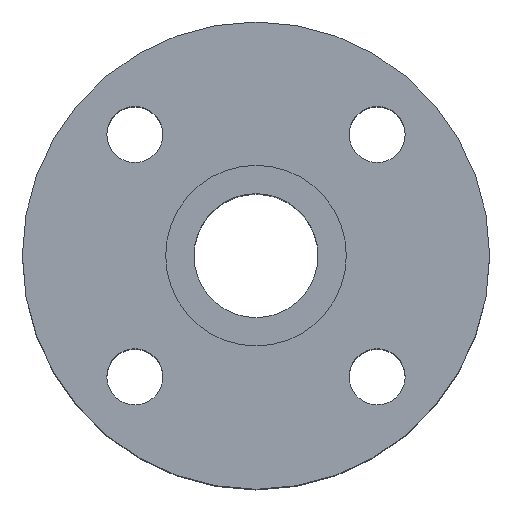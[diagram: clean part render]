
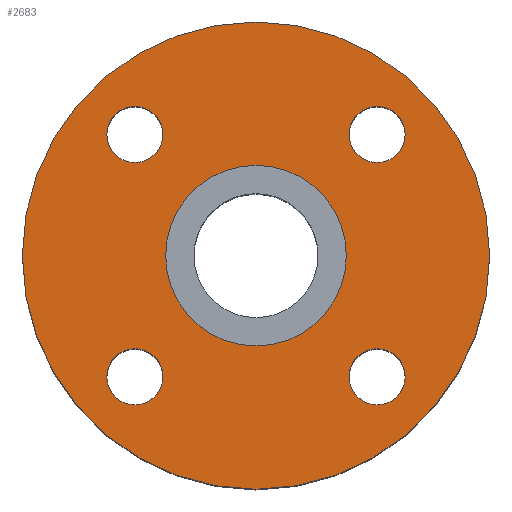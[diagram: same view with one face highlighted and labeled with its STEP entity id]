
A CAD part, top view. The second image highlights one B-rep face of the part: STEP entity #2683.
In plain terms, the highlighted planar face has unit normal (0, 0, 1).
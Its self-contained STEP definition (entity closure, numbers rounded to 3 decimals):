
#100 = EDGE_LOOP ( 'NONE', ( #20264, #17976 ) ) ;
#180 = EDGE_LOOP ( 'NONE', ( #11452, #28240 ) ) ;
#424 = CARTESIAN_POINT ( 'NONE',  ( 0., 0., -1.2 ) ) ;
#577 = CARTESIAN_POINT ( 'NONE',  ( 75., 0., -1.2 ) ) ;
#652 = DIRECTION ( 'NONE',  ( 1., 0., 0. ) ) ;
#662 = CARTESIAN_POINT ( 'NONE',  ( 0., 0., -1.2 ) ) ;
#1089 = DIRECTION ( 'NONE',  ( 1., 0., 0. ) ) ;
#1298 = DIRECTION ( 'NONE',  ( 1., 0., 0. ) ) ;
#1400 = VERTEX_POINT ( 'NONE', #5425 ) ;
#1536 = VERTEX_POINT ( 'NONE', #19687 ) ;
#1549 = VERTEX_POINT ( 'NONE', #26508 ) ;
#1840 = VERTEX_POINT ( 'NONE', #17098 ) ;
#2108 = EDGE_CURVE ( 'NONE', #1840, #24951, #16546, .T. ) ;
#2128 = CIRCLE ( 'NONE', #21097, 29. ) ;
#2683 = ADVANCED_FACE ( 'NONE', ( #15319, #26592, #6243, #15034, #28378, #3877 ), #8035, .F. ) ;
#3456 = DIRECTION ( 'NONE',  ( 0., 0., 1. ) ) ;
#3595 = VERTEX_POINT ( 'NONE', #8915 ) ;
#3877 = FACE_OUTER_BOUND ( 'NONE', #100, .T. ) ;
#3917 = AXIS2_PLACEMENT_3D ( 'NONE', #662, #3456, #1089 ) ;
#3936 = AXIS2_PLACEMENT_3D ( 'NONE', #4424, #18405, #27442 ) ;
#4424 = CARTESIAN_POINT ( 'NONE',  ( -38.891, 38.891, -1.2 ) ) ;
#4554 = CARTESIAN_POINT ( 'NONE',  ( 29., 0., -1.2 ) ) ;
#4605 = AXIS2_PLACEMENT_3D ( 'NONE', #12694, #14934, #17169 ) ;
#4665 = AXIS2_PLACEMENT_3D ( 'NONE', #20177, #17384, #13205 ) ;
#4921 = ORIENTED_EDGE ( 'NONE', *, *, #19714, .F. ) ;
#4976 = DIRECTION ( 'NONE',  ( 0., 0., 1. ) ) ;
#5175 = ORIENTED_EDGE ( 'NONE', *, *, #6018, .F. ) ;
#5269 = DIRECTION ( 'NONE',  ( 1., 0., 0. ) ) ;
#5368 = CARTESIAN_POINT ( 'NONE',  ( -29.891, -38.891, -1.2 ) ) ;
#5425 = CARTESIAN_POINT ( 'NONE',  ( -29., 0., -1.2 ) ) ;
#5530 = CIRCLE ( 'NONE', #29258, 9. ) ;
#5613 = DIRECTION ( 'NONE',  ( 0., 0., 1. ) ) ;
#6018 = EDGE_CURVE ( 'NONE', #1549, #3595, #14569, .T. ) ;
#6243 = FACE_BOUND ( 'NONE', #10008, .T. ) ;
#6296 = EDGE_CURVE ( 'NONE', #23218, #27663, #5530, .T. ) ;
#7089 = CARTESIAN_POINT ( 'NONE',  ( -38.891, -38.891, -1.2 ) ) ;
#7321 = AXIS2_PLACEMENT_3D ( 'NONE', #13048, #28632, #10806 ) ;
#7854 = AXIS2_PLACEMENT_3D ( 'NONE', #23447, #18866, #28039 ) ;
#8035 = PLANE ( 'NONE',  #28741 ) ;
#8087 = ORIENTED_EDGE ( 'NONE', *, *, #18323, .F. ) ;
#8915 = CARTESIAN_POINT ( 'NONE',  ( -29.891, 38.891, -1.2 ) ) ;
#9827 = CARTESIAN_POINT ( 'NONE',  ( 38.891, 38.891, -1.2 ) ) ;
#9854 = CARTESIAN_POINT ( 'NONE',  ( 0., 0., -1.2 ) ) ;
#10008 = EDGE_LOOP ( 'NONE', ( #4921, #5175 ) ) ;
#10116 = DIRECTION ( 'NONE',  ( 0., 0., 1. ) ) ;
#10342 = CARTESIAN_POINT ( 'NONE',  ( 0., 0., -1.2 ) ) ;
#10552 = CIRCLE ( 'NONE', #3917, 29. ) ;
#10566 = EDGE_CURVE ( 'NONE', #17752, #13695, #22007, .T. ) ;
#10686 = CARTESIAN_POINT ( 'NONE',  ( 0., 29., -1.2 ) ) ;
#10806 = DIRECTION ( 'NONE',  ( 0., -1., 0. ) ) ;
#11117 = CIRCLE ( 'NONE', #7321, 9. ) ;
#11452 = ORIENTED_EDGE ( 'NONE', *, *, #10566, .F. ) ;
#11460 = EDGE_LOOP ( 'NONE', ( #14529, #15369 ) ) ;
#12694 = CARTESIAN_POINT ( 'NONE',  ( -38.891, 38.891, -1.2 ) ) ;
#13048 = CARTESIAN_POINT ( 'NONE',  ( 38.891, -38.891, -1.2 ) ) ;
#13123 = CIRCLE ( 'NONE', #17865, 9. ) ;
#13205 = DIRECTION ( 'NONE',  ( 0., -1., 0. ) ) ;
#13666 = ORIENTED_EDGE ( 'NONE', *, *, #23956, .F. ) ;
#13682 = EDGE_CURVE ( 'NONE', #13695, #17752, #13123, .T. ) ;
#13695 = VERTEX_POINT ( 'NONE', #22553 ) ;
#14422 = EDGE_CURVE ( 'NONE', #17015, #1536, #11117, .T. ) ;
#14529 = ORIENTED_EDGE ( 'NONE', *, *, #18087, .F. ) ;
#14569 = CIRCLE ( 'NONE', #4605, 9. ) ;
#14694 = DIRECTION ( 'NONE',  ( -1., 0., 0. ) ) ;
#14934 = DIRECTION ( 'NONE',  ( 0., 0., 1. ) ) ;
#14949 = EDGE_CURVE ( 'NONE', #22168, #1400, #2128, .T. ) ;
#15034 = FACE_BOUND ( 'NONE', #11460, .T. ) ;
#15178 = DIRECTION ( 'NONE',  ( -1., 0., 0. ) ) ;
#15319 = FACE_BOUND ( 'NONE', #26659, .T. ) ;
#15369 = ORIENTED_EDGE ( 'NONE', *, *, #6296, .F. ) ;
#16204 = CARTESIAN_POINT ( 'NONE',  ( 29.891, -38.891, -1.2 ) ) ;
#16546 = CIRCLE ( 'NONE', #20327, 75. ) ;
#16820 = ORIENTED_EDGE ( 'NONE', *, *, #14949, .F. ) ;
#16979 = DIRECTION ( 'NONE',  ( 0., 0., -1. ) ) ;
#17015 = VERTEX_POINT ( 'NONE', #16204 ) ;
#17098 = CARTESIAN_POINT ( 'NONE',  ( -75., 0., -1.2 ) ) ;
#17169 = DIRECTION ( 'NONE',  ( 0., 1., 0. ) ) ;
#17384 = DIRECTION ( 'NONE',  ( 0., 0., 1. ) ) ;
#17752 = VERTEX_POINT ( 'NONE', #5368 ) ;
#17756 = AXIS2_PLACEMENT_3D ( 'NONE', #25971, #5613, #14694 ) ;
#17865 = AXIS2_PLACEMENT_3D ( 'NONE', #7089, #24637, #27441 ) ;
#17976 = ORIENTED_EDGE ( 'NONE', *, *, #2108, .T. ) ;
#18087 = EDGE_CURVE ( 'NONE', #27663, #23218, #20679, .T. ) ;
#18323 = EDGE_CURVE ( 'NONE', #1400, #22168, #10552, .T. ) ;
#18405 = DIRECTION ( 'NONE',  ( 0., 0., 1. ) ) ;
#18866 = DIRECTION ( 'NONE',  ( 0., 0., 1. ) ) ;
#18978 = DIRECTION ( 'NONE',  ( 0., 0., 1. ) ) ;
#19687 = CARTESIAN_POINT ( 'NONE',  ( 47.891, -38.891, -1.2 ) ) ;
#19714 = EDGE_CURVE ( 'NONE', #3595, #1549, #23868, .T. ) ;
#20177 = CARTESIAN_POINT ( 'NONE',  ( 38.891, -38.891, -1.2 ) ) ;
#20264 = ORIENTED_EDGE ( 'NONE', *, *, #25028, .T. ) ;
#20327 = AXIS2_PLACEMENT_3D ( 'NONE', #424, #18978, #21192 ) ;
#20679 = CIRCLE ( 'NONE', #7854, 9. ) ;
#21097 = AXIS2_PLACEMENT_3D ( 'NONE', #9854, #4976, #5269 ) ;
#21192 = DIRECTION ( 'NONE',  ( 1., 0., 0. ) ) ;
#22007 = CIRCLE ( 'NONE', #17756, 9. ) ;
#22008 = CARTESIAN_POINT ( 'NONE',  ( 47.891, 38.891, -1.2 ) ) ;
#22168 = VERTEX_POINT ( 'NONE', #4554 ) ;
#22553 = CARTESIAN_POINT ( 'NONE',  ( -47.891, -38.891, -1.2 ) ) ;
#23218 = VERTEX_POINT ( 'NONE', #28723 ) ;
#23447 = CARTESIAN_POINT ( 'NONE',  ( 38.891, 38.891, -1.2 ) ) ;
#23868 = CIRCLE ( 'NONE', #3936, 9. ) ;
#23956 = EDGE_CURVE ( 'NONE', #1536, #17015, #29315, .T. ) ;
#24068 = AXIS2_PLACEMENT_3D ( 'NONE', #10342, #28160, #1298 ) ;
#24637 = DIRECTION ( 'NONE',  ( 0., 0., 1. ) ) ;
#24951 = VERTEX_POINT ( 'NONE', #577 ) ;
#25028 = EDGE_CURVE ( 'NONE', #24951, #1840, #26891, .T. ) ;
#25971 = CARTESIAN_POINT ( 'NONE',  ( -38.891, -38.891, -1.2 ) ) ;
#26508 = CARTESIAN_POINT ( 'NONE',  ( -47.891, 38.891, -1.2 ) ) ;
#26538 = ORIENTED_EDGE ( 'NONE', *, *, #14422, .F. ) ;
#26592 = FACE_BOUND ( 'NONE', #180, .T. ) ;
#26659 = EDGE_LOOP ( 'NONE', ( #13666, #26538 ) ) ;
#26891 = CIRCLE ( 'NONE', #24068, 75. ) ;
#27441 = DIRECTION ( 'NONE',  ( -1., 0., 0. ) ) ;
#27442 = DIRECTION ( 'NONE',  ( 0., 1., 0. ) ) ;
#27663 = VERTEX_POINT ( 'NONE', #22008 ) ;
#28039 = DIRECTION ( 'NONE',  ( 1., 0., 0. ) ) ;
#28160 = DIRECTION ( 'NONE',  ( 0., 0., 1. ) ) ;
#28240 = ORIENTED_EDGE ( 'NONE', *, *, #13682, .F. ) ;
#28378 = FACE_BOUND ( 'NONE', #28681, .T. ) ;
#28632 = DIRECTION ( 'NONE',  ( 0., 0., 1. ) ) ;
#28681 = EDGE_LOOP ( 'NONE', ( #16820, #8087 ) ) ;
#28723 = CARTESIAN_POINT ( 'NONE',  ( 29.891, 38.891, -1.2 ) ) ;
#28741 = AXIS2_PLACEMENT_3D ( 'NONE', #10686, #16979, #15178 ) ;
#29258 = AXIS2_PLACEMENT_3D ( 'NONE', #9827, #10116, #652 ) ;
#29315 = CIRCLE ( 'NONE', #4665, 9. ) ;
